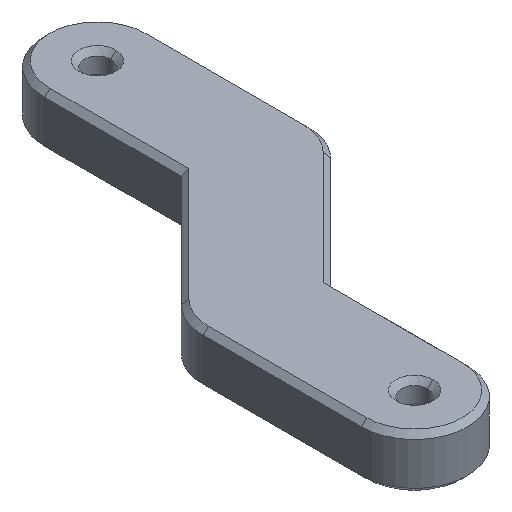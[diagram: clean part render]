
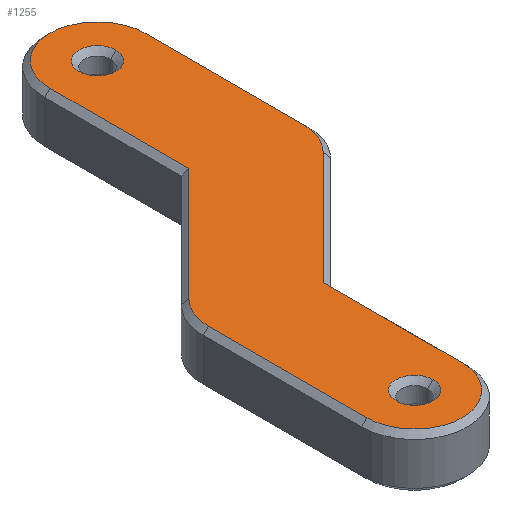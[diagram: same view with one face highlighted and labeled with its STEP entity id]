
A CAD part, isometric view. The second image highlights one B-rep face of the part: STEP entity #1255.
In plain terms, the highlighted planar face has unit normal (0, 0, 1).
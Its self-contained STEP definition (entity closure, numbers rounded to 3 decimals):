
#1 = VERTEX_POINT ( 'NONE', #766 ) ;
#26 = CARTESIAN_POINT ( 'NONE',  ( 4.5, 42., 2.5 ) ) ;
#38 = VECTOR ( 'NONE', #730, 1000. ) ;
#41 = CARTESIAN_POINT ( 'NONE',  ( -3.182, 18.182, 2.5 ) ) ;
#45 = DIRECTION ( 'NONE',  ( -0.707, -0.707, 0. ) ) ;
#50 = CARTESIAN_POINT ( 'NONE',  ( 0., 0., 2.5 ) ) ;
#68 = VERTEX_POINT ( 'NONE', #1174 ) ;
#70 = EDGE_LOOP ( 'NONE', ( #179, #1107 ) ) ;
#83 = VECTOR ( 'NONE', #1191, 1000. ) ;
#95 = CARTESIAN_POINT ( 'NONE',  ( 16.5, 42., 2.5 ) ) ;
#102 = CARTESIAN_POINT ( 'NONE',  ( 12., 42., 2.5 ) ) ;
#103 = EDGE_CURVE ( 'NONE', #907, #1039, #863, .T. ) ;
#105 = CARTESIAN_POINT ( 'NONE',  ( 12., 42., 2.5 ) ) ;
#116 = EDGE_CURVE ( 'NONE', #926, #1, #852, .T. ) ;
#133 = CARTESIAN_POINT ( 'NONE',  ( 7.5, 42., 2.5 ) ) ;
#134 = CARTESIAN_POINT ( 'NONE',  ( -4.5, 15., 2.5 ) ) ;
#149 = CIRCLE ( 'NONE', #495, 4.5 ) ;
#162 = DIRECTION ( 'NONE',  ( 0., 0., -1. ) ) ;
#172 = DIRECTION ( 'NONE',  ( 1., 0., 0. ) ) ;
#177 = CIRCLE ( 'NONE', #922, 4.5 ) ;
#179 = ORIENTED_EDGE ( 'NONE', *, *, #1090, .T. ) ;
#191 = FACE_BOUND ( 'NONE', #911, .T. ) ;
#225 = EDGE_CURVE ( 'NONE', #1, #1208, #792, .T. ) ;
#243 = EDGE_CURVE ( 'NONE', #387, #609, #1216, .T. ) ;
#246 = VERTEX_POINT ( 'NONE', #134 ) ;
#248 = CIRCLE ( 'NONE', #1122, 1.75 ) ;
#270 = AXIS2_PLACEMENT_3D ( 'NONE', #1278, #1179, #1265 ) ;
#276 = VERTEX_POINT ( 'NONE', #1253 ) ;
#282 = ORIENTED_EDGE ( 'NONE', *, *, #1198, .T. ) ;
#285 = CARTESIAN_POINT ( 'NONE',  ( 12., 42., 2.5 ) ) ;
#294 = CARTESIAN_POINT ( 'NONE',  ( 7.5, 42., 2.5 ) ) ;
#298 = DIRECTION ( 'NONE',  ( 1., 0., 0. ) ) ;
#301 = EDGE_CURVE ( 'NONE', #609, #246, #177, .T. ) ;
#305 = CARTESIAN_POINT ( 'NONE',  ( 15.182, 23.818, 2.5 ) ) ;
#308 = CIRCLE ( 'NONE', #1096, 1.75 ) ;
#310 = VERTEX_POINT ( 'NONE', #294 ) ;
#318 = CARTESIAN_POINT ( 'NONE',  ( 12., 27., 2.5 ) ) ;
#327 = ORIENTED_EDGE ( 'NONE', *, *, #1306, .T. ) ;
#364 = VECTOR ( 'NONE', #532, 1000. ) ;
#387 = VERTEX_POINT ( 'NONE', #1167 ) ;
#392 = DIRECTION ( 'NONE',  ( 0., 0., -1. ) ) ;
#403 = DIRECTION ( 'NONE',  ( 1., 0., 0. ) ) ;
#409 = EDGE_CURVE ( 'NONE', #698, #276, #449, .T. ) ;
#417 = ORIENTED_EDGE ( 'NONE', *, *, #116, .T. ) ;
#449 = CIRCLE ( 'NONE', #474, 1.75 ) ;
#453 = LINE ( 'NONE', #133, #83 ) ;
#472 = AXIS2_PLACEMENT_3D ( 'NONE', #709, #1139, #172 ) ;
#474 = AXIS2_PLACEMENT_3D ( 'NONE', #105, #1272, #1066 ) ;
#495 = AXIS2_PLACEMENT_3D ( 'NONE', #318, #1158, #1387 ) ;
#505 = ORIENTED_EDGE ( 'NONE', *, *, #225, .T. ) ;
#532 = DIRECTION ( 'NONE',  ( 0., 1., 0. ) ) ;
#564 = CIRCLE ( 'NONE', #472, 4.5 ) ;
#588 = DIRECTION ( 'NONE',  ( 1., 0., 0. ) ) ;
#591 = CARTESIAN_POINT ( 'NONE',  ( 16.318, 37.682, 2.5 ) ) ;
#607 = DIRECTION ( 'NONE',  ( 0., 0., -1. ) ) ;
#609 = VERTEX_POINT ( 'NONE', #41 ) ;
#667 = EDGE_CURVE ( 'NONE', #310, #387, #453, .T. ) ;
#698 = VERTEX_POINT ( 'NONE', #1005 ) ;
#700 = DIRECTION ( 'NONE',  ( 0., 0., 1. ) ) ;
#709 = CARTESIAN_POINT ( 'NONE',  ( 12., 42., 2.5 ) ) ;
#713 = EDGE_CURVE ( 'NONE', #276, #698, #308, .T. ) ;
#714 = ORIENTED_EDGE ( 'NONE', *, *, #1103, .T. ) ;
#718 = CARTESIAN_POINT ( 'NONE',  ( 0., 0., 2.5 ) ) ;
#719 = VECTOR ( 'NONE', #45, 1000. ) ;
#730 = DIRECTION ( 'NONE',  ( 0.707, 0.707, 0. ) ) ;
#731 = CARTESIAN_POINT ( 'NONE',  ( -4.5, 0., 2.5 ) ) ;
#766 = CARTESIAN_POINT ( 'NONE',  ( 4.5, 0., 2.5 ) ) ;
#792 = LINE ( 'NONE', #26, #1205 ) ;
#800 = CARTESIAN_POINT ( 'NONE',  ( -4.5, 0., 2.5 ) ) ;
#811 = ORIENTED_EDGE ( 'NONE', *, *, #409, .T. ) ;
#819 = EDGE_CURVE ( 'NONE', #68, #825, #919, .T. ) ;
#821 = CARTESIAN_POINT ( 'NONE',  ( 16.5, 42., 2.5 ) ) ;
#824 = CARTESIAN_POINT ( 'NONE',  ( 0., 15., 2.5 ) ) ;
#825 = VERTEX_POINT ( 'NONE', #1136 ) ;
#845 = EDGE_LOOP ( 'NONE', ( #1187, #1312, #714, #417, #505, #327, #1128, #1249, #282, #878 ) ) ;
#852 = CIRCLE ( 'NONE', #270, 4.5 ) ;
#857 = FACE_BOUND ( 'NONE', #70, .T. ) ;
#863 = LINE ( 'NONE', #95, #364 ) ;
#878 = ORIENTED_EDGE ( 'NONE', *, *, #667, .T. ) ;
#891 = EDGE_CURVE ( 'NONE', #1221, #907, #149, .T. ) ;
#907 = VERTEX_POINT ( 'NONE', #1276 ) ;
#911 = EDGE_LOOP ( 'NONE', ( #1240, #811 ) ) ;
#919 = CIRCLE ( 'NONE', #1182, 1.75 ) ;
#922 = AXIS2_PLACEMENT_3D ( 'NONE', #824, #700, #298 ) ;
#926 = VERTEX_POINT ( 'NONE', #731 ) ;
#1005 = CARTESIAN_POINT ( 'NONE',  ( 10.25, 42., 2.5 ) ) ;
#1019 = DIRECTION ( 'NONE',  ( 1., 0., 0. ) ) ;
#1039 = VERTEX_POINT ( 'NONE', #821 ) ;
#1043 = LINE ( 'NONE', #800, #1361 ) ;
#1066 = DIRECTION ( 'NONE',  ( 1., 0., 0. ) ) ;
#1069 = CARTESIAN_POINT ( 'NONE',  ( 4.5, 13.136, 2.5 ) ) ;
#1075 = LINE ( 'NONE', #1164, #38 ) ;
#1090 = EDGE_CURVE ( 'NONE', #825, #68, #248, .T. ) ;
#1096 = AXIS2_PLACEMENT_3D ( 'NONE', #285, #607, #1019 ) ;
#1103 = EDGE_CURVE ( 'NONE', #246, #926, #1043, .T. ) ;
#1107 = ORIENTED_EDGE ( 'NONE', *, *, #819, .T. ) ;
#1116 = DIRECTION ( 'NONE',  ( 0., -1., 0. ) ) ;
#1122 = AXIS2_PLACEMENT_3D ( 'NONE', #718, #392, #588 ) ;
#1128 = ORIENTED_EDGE ( 'NONE', *, *, #891, .T. ) ;
#1136 = CARTESIAN_POINT ( 'NONE',  ( 1.75, 0., 2.5 ) ) ;
#1139 = DIRECTION ( 'NONE',  ( 0., 0., 1. ) ) ;
#1158 = DIRECTION ( 'NONE',  ( 0., 0., 1. ) ) ;
#1164 = CARTESIAN_POINT ( 'NONE',  ( 15.182, 23.818, 2.5 ) ) ;
#1167 = CARTESIAN_POINT ( 'NONE',  ( 7.5, 28.864, 2.5 ) ) ;
#1171 = DIRECTION ( 'NONE',  ( 0., 0., 1. ) ) ;
#1174 = CARTESIAN_POINT ( 'NONE',  ( -1.75, 0., 2.5 ) ) ;
#1176 = FACE_OUTER_BOUND ( 'NONE', #845, .T. ) ;
#1179 = DIRECTION ( 'NONE',  ( 0., 0., 1. ) ) ;
#1182 = AXIS2_PLACEMENT_3D ( 'NONE', #50, #162, #403 ) ;
#1187 = ORIENTED_EDGE ( 'NONE', *, *, #243, .T. ) ;
#1191 = DIRECTION ( 'NONE',  ( 0., -1., 0. ) ) ;
#1198 = EDGE_CURVE ( 'NONE', #1039, #310, #564, .T. ) ;
#1205 = VECTOR ( 'NONE', #1206, 1000. ) ;
#1206 = DIRECTION ( 'NONE',  ( 0., 1., 0. ) ) ;
#1208 = VERTEX_POINT ( 'NONE', #1069 ) ;
#1216 = LINE ( 'NONE', #591, #719 ) ;
#1221 = VERTEX_POINT ( 'NONE', #305 ) ;
#1240 = ORIENTED_EDGE ( 'NONE', *, *, #713, .T. ) ;
#1249 = ORIENTED_EDGE ( 'NONE', *, *, #103, .T. ) ;
#1253 = CARTESIAN_POINT ( 'NONE',  ( 13.75, 42., 2.5 ) ) ;
#1255 = ADVANCED_FACE ( 'NONE', ( #1176, #857, #191 ), #1357, .T. ) ;
#1256 = DIRECTION ( 'NONE',  ( 1., 0., 0. ) ) ;
#1265 = DIRECTION ( 'NONE',  ( 1., 0., 0. ) ) ;
#1272 = DIRECTION ( 'NONE',  ( 0., 0., -1. ) ) ;
#1276 = CARTESIAN_POINT ( 'NONE',  ( 16.5, 27., 2.5 ) ) ;
#1278 = CARTESIAN_POINT ( 'NONE',  ( 0., 0., 2.5 ) ) ;
#1306 = EDGE_CURVE ( 'NONE', #1208, #1221, #1075, .T. ) ;
#1312 = ORIENTED_EDGE ( 'NONE', *, *, #301, .T. ) ;
#1357 = PLANE ( 'NONE',  #1382 ) ;
#1361 = VECTOR ( 'NONE', #1116, 1000. ) ;
#1382 = AXIS2_PLACEMENT_3D ( 'NONE', #102, #1171, #1256 ) ;
#1387 = DIRECTION ( 'NONE',  ( 1., 0., 0. ) ) ;
